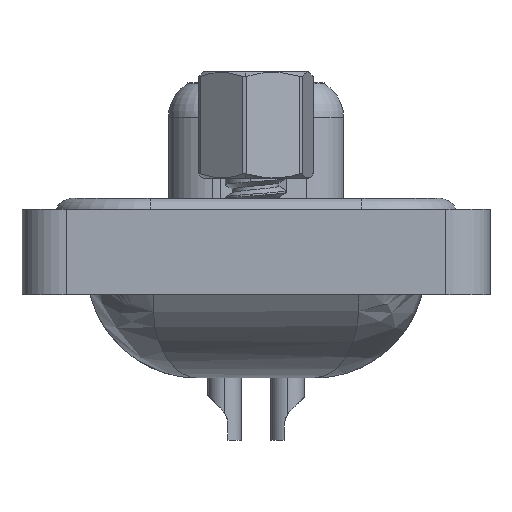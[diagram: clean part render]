
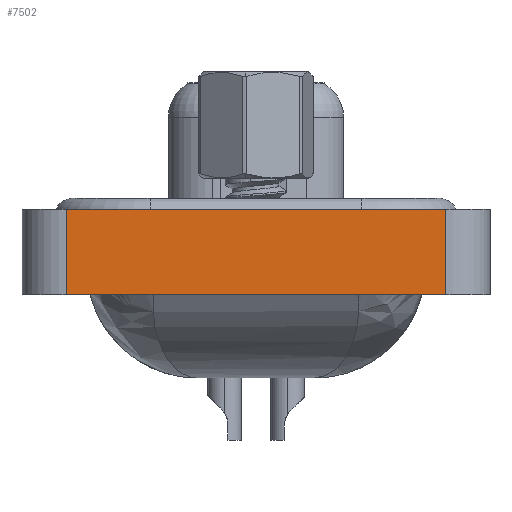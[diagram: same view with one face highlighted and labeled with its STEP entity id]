
A CAD part, left-side view. The second image highlights one B-rep face of the part: STEP entity #7502.
In plain terms, the highlighted planar face has unit normal (-1, 0, 0).
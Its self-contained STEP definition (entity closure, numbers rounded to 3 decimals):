
#3477 = DIRECTION ( 'NONE',  ( 0., 0., 1. ) ) ;
#3655 = ORIENTED_EDGE ( 'NONE', *, *, #26114, .T. ) ;
#6160 = CARTESIAN_POINT ( 'NONE',  ( -7.225, -8.55, -3.35 ) ) ;
#7111 = ORIENTED_EDGE ( 'NONE', *, *, #18985, .T. ) ;
#7209 = VERTEX_POINT ( 'NONE', #11142 ) ;
#7502 = ADVANCED_FACE ( 'NONE', ( #15112 ), #16731, .T. ) ;
#9323 = DIRECTION ( 'NONE',  ( 0., -1., 0. ) ) ;
#10714 = EDGE_CURVE ( 'NONE', #12308, #23428, #15828, .T. ) ;
#11142 = CARTESIAN_POINT ( 'NONE',  ( -7.225, -8.55, 0.5 ) ) ;
#12083 = ORIENTED_EDGE ( 'NONE', *, *, #10714, .F. ) ;
#12308 = VERTEX_POINT ( 'NONE', #20930 ) ;
#14338 = DIRECTION ( 'NONE',  ( 0., -1., 0. ) ) ;
#14359 = AXIS2_PLACEMENT_3D ( 'NONE', #19526, #23696, #3477 ) ;
#14717 = LINE ( 'NONE', #6160, #25030 ) ;
#15112 = FACE_OUTER_BOUND ( 'NONE', #15562, .T. ) ;
#15562 = EDGE_LOOP ( 'NONE', ( #7111, #22592, #12083, #3655 ) ) ;
#15828 = LINE ( 'NONE', #17754, #28351 ) ;
#16134 = CARTESIAN_POINT ( 'NONE',  ( -7.225, 8.55, 0.5 ) ) ;
#16731 = PLANE ( 'NONE',  #14359 ) ;
#17754 = CARTESIAN_POINT ( 'NONE',  ( -7.225, 8.55, -3.35 ) ) ;
#18476 = LINE ( 'NONE', #25277, #25839 ) ;
#18985 = EDGE_CURVE ( 'NONE', #27508, #7209, #14717, .T. ) ;
#19526 = CARTESIAN_POINT ( 'NONE',  ( -7.225, -8.55, -3.35 ) ) ;
#20064 = EDGE_CURVE ( 'NONE', #23428, #7209, #22761, .T. ) ;
#20117 = DIRECTION ( 'NONE',  ( 0., 0., 1. ) ) ;
#20930 = CARTESIAN_POINT ( 'NONE',  ( -7.225, 8.55, -3.35 ) ) ;
#21754 = CARTESIAN_POINT ( 'NONE',  ( -7.225, -8.55, -3.35 ) ) ;
#22592 = ORIENTED_EDGE ( 'NONE', *, *, #20064, .F. ) ;
#22761 = LINE ( 'NONE', #25122, #26476 ) ;
#23428 = VERTEX_POINT ( 'NONE', #16134 ) ;
#23696 = DIRECTION ( 'NONE',  ( -1., 0., 0. ) ) ;
#24175 = DIRECTION ( 'NONE',  ( 0., 0., 1. ) ) ;
#25030 = VECTOR ( 'NONE', #24175, 1000. ) ;
#25122 = CARTESIAN_POINT ( 'NONE',  ( -7.225, -8.55, 0.5 ) ) ;
#25277 = CARTESIAN_POINT ( 'NONE',  ( -7.225, -8.55, -3.35 ) ) ;
#25839 = VECTOR ( 'NONE', #14338, 1000. ) ;
#26114 = EDGE_CURVE ( 'NONE', #12308, #27508, #18476, .T. ) ;
#26476 = VECTOR ( 'NONE', #9323, 1000. ) ;
#27508 = VERTEX_POINT ( 'NONE', #21754 ) ;
#28351 = VECTOR ( 'NONE', #20117, 1000. ) ;
